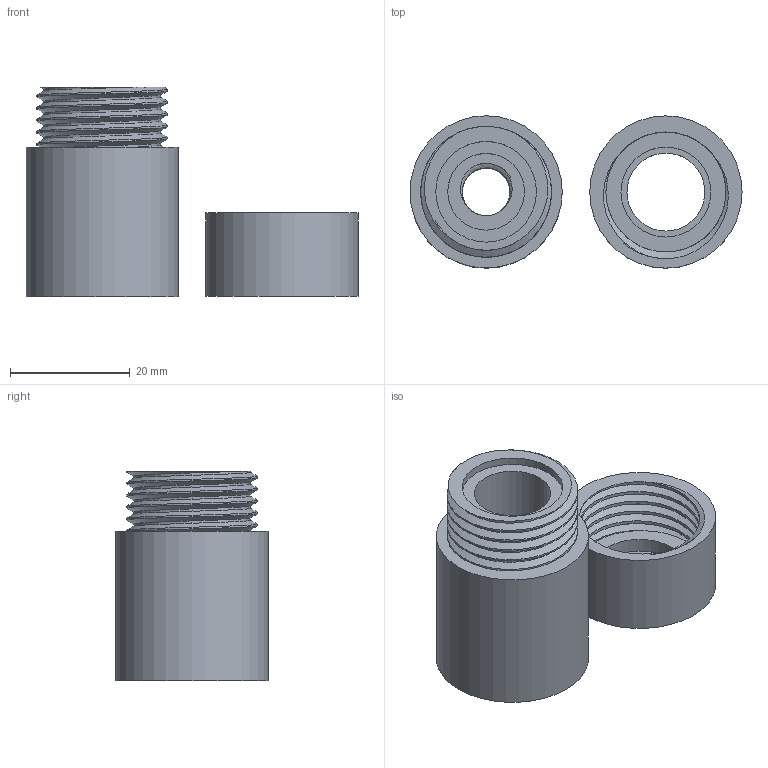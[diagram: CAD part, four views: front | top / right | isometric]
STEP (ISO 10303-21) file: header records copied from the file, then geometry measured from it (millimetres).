
FILE_DESCRIPTION(/* description */ (''),/* implementation_level */ '2;1');
FILE_NAME(/* name */ 'MoS2 Teflon Powder Cell_JustTeflon v4.step',/* time_stamp */ '2024-02-24T19:25:52-05:00',/* author */ (''),/* organization */ (''),/* preprocessor_version */ 'ST-DEVELOPER v20',/* originating_system */ 'Autodesk Translation Framework v12.20.1.177',/* authorisation */ '');
FILE_SCHEMA (('AUTOMOTIVE_DESIGN { 1 0 10303 214 3 1 1 }'));
Length unit declared in the file: millimetre
Products named in the file (3): MoS2 Teflon Powder Cell_JustTeflon; Component6; Component7
Assembly tree (2 placements, depth 2):
  MoS2 Teflon Powder Cell_JustTeflon
    Component6
    Component7
Bounding box: 55.4 x 25.4 x 35 mm (x, y, z)
Volume: 15965.2 mm3; surface area: 8564.3 mm2
Topology: 2 solids, 2 shells, 76 faces, 201 edges, 134 vertices
Faces by surface type: cylinder 61, plane 9, bspline 6
Full cylindrical faces by diameter (mm): 7.976 x4, 9.525 x7, 12.8 x1, 13 x1, 15 x1, 16.8 x1, 19.534 x4, 20.022 x4, 21.822 x4, 22.25 x4, 25.4 x2
Entity records: 7490 total; most frequent: CARTESIAN_POINT 5739, ORIENTED_EDGE 402, DIRECTION 253, EDGE_CURVE 201, VERTEX_POINT 134, B_SPLINE_CURVE_WITH_KNOTS 122, AXIS2_PLACEMENT_3D 99, EDGE_LOOP 85
